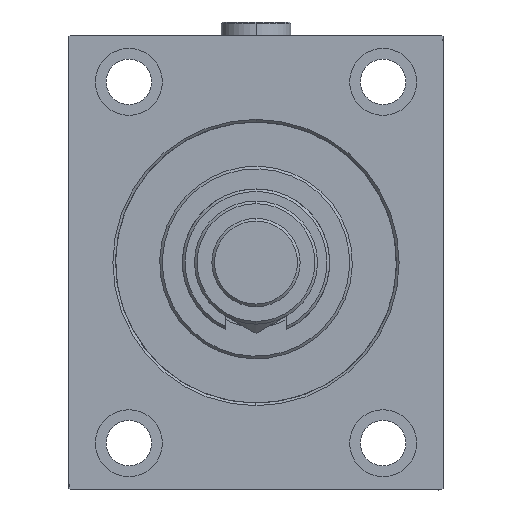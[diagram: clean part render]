
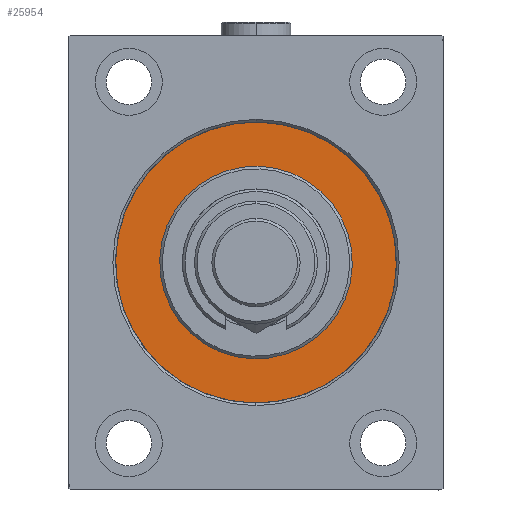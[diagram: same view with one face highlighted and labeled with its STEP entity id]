
A CAD part, left-side view. The second image highlights one B-rep face of the part: STEP entity #25954.
In plain terms, the highlighted face is planar.
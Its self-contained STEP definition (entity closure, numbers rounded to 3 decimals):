
#3151 = VERTEX_POINT ( 'NONE', #3702 ) ;
#3368 = DIRECTION ( 'NONE',  ( 0., 0., 1. ) ) ;
#3702 = CARTESIAN_POINT ( 'NONE',  ( 0., 0., 36. ) ) ;
#4459 = CARTESIAN_POINT ( 'NONE',  ( 0., 0., 0. ) ) ;
#5456 = PLANE ( 'NONE',  #37425 ) ;
#6187 = CIRCLE ( 'NONE', #33312, 36. ) ;
#8149 = DIRECTION ( 'NONE',  ( 0., 0., 1. ) ) ;
#9245 = EDGE_CURVE ( 'NONE', #3151, #29739, #14668, .T. ) ;
#11126 = EDGE_CURVE ( 'NONE', #26184, #21974, #22484, .T. ) ;
#12260 = ORIENTED_EDGE ( 'NONE', *, *, #45105, .F. ) ;
#13245 = ORIENTED_EDGE ( 'NONE', *, *, #15581, .F. ) ;
#14308 = DIRECTION ( 'NONE',  ( -1., 0., 0. ) ) ;
#14668 = CIRCLE ( 'NONE', #27043, 36. ) ;
#15581 = EDGE_CURVE ( 'NONE', #29739, #3151, #6187, .T. ) ;
#16183 = ORIENTED_EDGE ( 'NONE', *, *, #9245, .F. ) ;
#19200 = DIRECTION ( 'NONE',  ( 0., 0., -1. ) ) ;
#19266 = DIRECTION ( 'NONE',  ( 0., 0., 1. ) ) ;
#21577 = CARTESIAN_POINT ( 'NONE',  ( 0., 0., 0. ) ) ;
#21608 = DIRECTION ( 'NONE',  ( 0., 0., -1. ) ) ;
#21974 = VERTEX_POINT ( 'NONE', #39491 ) ;
#22356 = CARTESIAN_POINT ( 'NONE',  ( 0., 0., 0. ) ) ;
#22484 = CIRCLE ( 'NONE', #27889, 52.5 ) ;
#23442 = FACE_BOUND ( 'NONE', #29594, .T. ) ;
#23465 = CARTESIAN_POINT ( 'NONE',  ( 0., 0., -36. ) ) ;
#23610 = CARTESIAN_POINT ( 'NONE',  ( 0., 0., -52.5 ) ) ;
#25954 = ADVANCED_FACE ( 'NONE', ( #23442, #27523 ), #5456, .F. ) ;
#26184 = VERTEX_POINT ( 'NONE', #23610 ) ;
#27043 = AXIS2_PLACEMENT_3D ( 'NONE', #22356, #36688, #19200 ) ;
#27523 = FACE_OUTER_BOUND ( 'NONE', #37973, .T. ) ;
#27889 = AXIS2_PLACEMENT_3D ( 'NONE', #4459, #37477, #19266 ) ;
#28553 = AXIS2_PLACEMENT_3D ( 'NONE', #21577, #14308, #3368 ) ;
#28883 = CARTESIAN_POINT ( 'NONE',  ( 0., 0., 0. ) ) ;
#29594 = EDGE_LOOP ( 'NONE', ( #16183, #13245 ) ) ;
#29739 = VERTEX_POINT ( 'NONE', #23465 ) ;
#33312 = AXIS2_PLACEMENT_3D ( 'NONE', #28883, #40786, #21608 ) ;
#36688 = DIRECTION ( 'NONE',  ( 1., 0., 0. ) ) ;
#37425 = AXIS2_PLACEMENT_3D ( 'NONE', #42353, #38479, #8149 ) ;
#37477 = DIRECTION ( 'NONE',  ( -1., 0., 0. ) ) ;
#37973 = EDGE_LOOP ( 'NONE', ( #39817, #12260 ) ) ;
#38479 = DIRECTION ( 'NONE',  ( -1., 0., 0. ) ) ;
#39491 = CARTESIAN_POINT ( 'NONE',  ( 0., 0., 52.5 ) ) ;
#39817 = ORIENTED_EDGE ( 'NONE', *, *, #11126, .F. ) ;
#40786 = DIRECTION ( 'NONE',  ( 1., 0., 0. ) ) ;
#42353 = CARTESIAN_POINT ( 'NONE',  ( 0., 0., 0. ) ) ;
#45105 = EDGE_CURVE ( 'NONE', #21974, #26184, #47176, .T. ) ;
#47176 = CIRCLE ( 'NONE', #28553, 52.5 ) ;
